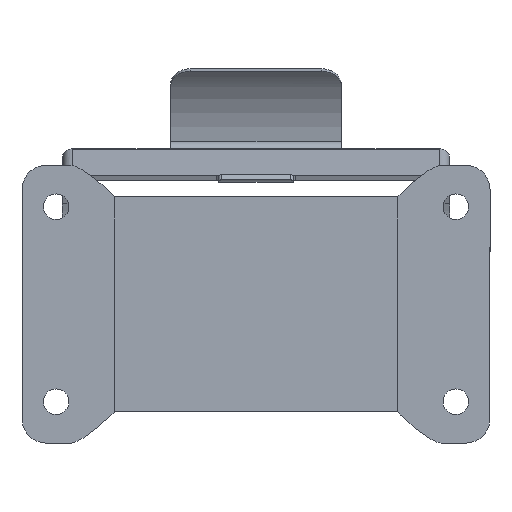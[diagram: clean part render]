
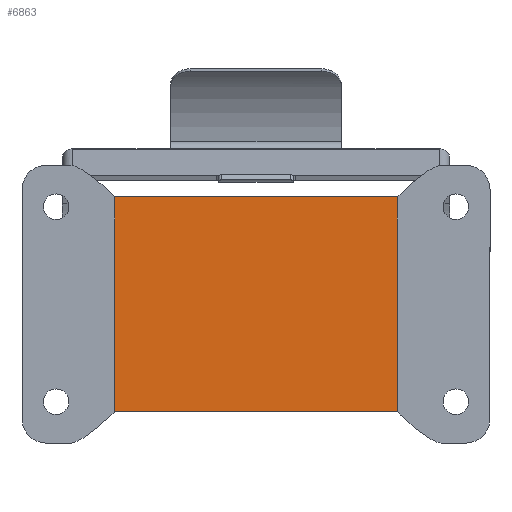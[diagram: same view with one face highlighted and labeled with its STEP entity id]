
A CAD part, front view. The second image highlights one B-rep face of the part: STEP entity #6863.
In plain terms, the highlighted planar face has unit normal (0, -1, 0).
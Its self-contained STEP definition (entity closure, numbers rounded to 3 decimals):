
#1767 = LINE ( 'NONE', #4001, #6149 ) ;
#1770 = LINE ( 'NONE', #3976, #6185 ) ;
#1771 = LINE ( 'NONE', #3973, #6151 ) ;
#1775 = LINE ( 'NONE', #3971, #6287 ) ;
#1846 = FACE_OUTER_BOUND ( 'NONE', #9847, .T. ) ;
#2201 = CARTESIAN_POINT ( 'NONE',  ( -29.3, 0., -14. ) ) ;
#2261 = DIRECTION ( 'NONE',  ( 0., 0., -1. ) ) ;
#2285 = DIRECTION ( 'NONE',  ( 0., -1., 0. ) ) ;
#2408 = CARTESIAN_POINT ( 'NONE',  ( 29., 0., -22. ) ) ;
#2488 = PLANE ( 'NONE',  #6096 ) ;
#2889 = CARTESIAN_POINT ( 'NONE',  ( -29., 0., -22. ) ) ;
#2923 = CARTESIAN_POINT ( 'NONE',  ( -29., 0., 22. ) ) ;
#2936 = CARTESIAN_POINT ( 'NONE',  ( 29., 0., 22. ) ) ;
#3962 = DIRECTION ( 'NONE',  ( 1., 0., 0. ) ) ;
#3971 = CARTESIAN_POINT ( 'NONE',  ( -29.3, 0., 22. ) ) ;
#3972 = DIRECTION ( 'NONE',  ( -1., 0., 0. ) ) ;
#3973 = CARTESIAN_POINT ( 'NONE',  ( -29.3, 0., -22. ) ) ;
#3975 = DIRECTION ( 'NONE',  ( 0., 0., 1. ) ) ;
#3976 = CARTESIAN_POINT ( 'NONE',  ( -29., 0., -14. ) ) ;
#3997 = DIRECTION ( 'NONE',  ( 0., 0., -1. ) ) ;
#4001 = CARTESIAN_POINT ( 'NONE',  ( 29., 0., -14. ) ) ;
#5411 = ORIENTED_EDGE ( 'NONE', *, *, #6804, .F. ) ;
#5412 = ORIENTED_EDGE ( 'NONE', *, *, #6807, .F. ) ;
#5413 = ORIENTED_EDGE ( 'NONE', *, *, #6808, .F. ) ;
#5415 = ORIENTED_EDGE ( 'NONE', *, *, #6812, .F. ) ;
#6096 = AXIS2_PLACEMENT_3D ( 'NONE', #2201, #2285, #2261 ) ;
#6149 = VECTOR ( 'NONE', #3997, 1000. ) ;
#6151 = VECTOR ( 'NONE', #3972, 1000. ) ;
#6185 = VECTOR ( 'NONE', #3975, 1000. ) ;
#6287 = VECTOR ( 'NONE', #3962, 1000. ) ;
#6804 = EDGE_CURVE ( 'NONE', #9415, #9416, #1767, .T. ) ;
#6807 = EDGE_CURVE ( 'NONE', #9419, #9407, #1770, .T. ) ;
#6808 = EDGE_CURVE ( 'NONE', #9416, #9419, #1771, .T. ) ;
#6812 = EDGE_CURVE ( 'NONE', #9407, #9415, #1775, .T. ) ;
#6863 = ADVANCED_FACE ( 'NONE', ( #1846 ), #2488, .T. ) ;
#9407 = VERTEX_POINT ( 'NONE', #2923 ) ;
#9415 = VERTEX_POINT ( 'NONE', #2936 ) ;
#9416 = VERTEX_POINT ( 'NONE', #2408 ) ;
#9419 = VERTEX_POINT ( 'NONE', #2889 ) ;
#9847 = EDGE_LOOP ( 'NONE', ( #5412, #5413, #5411, #5415 ) ) ;
